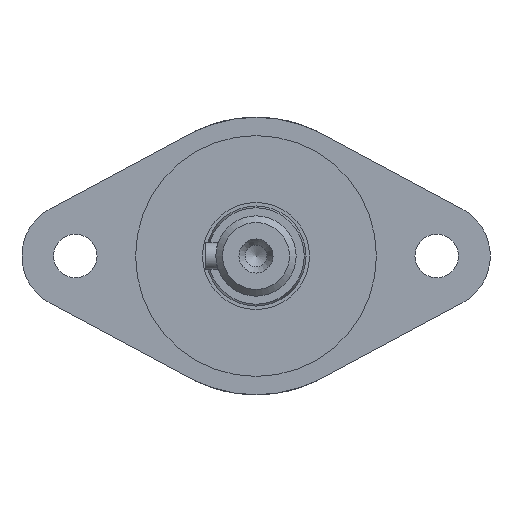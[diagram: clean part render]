
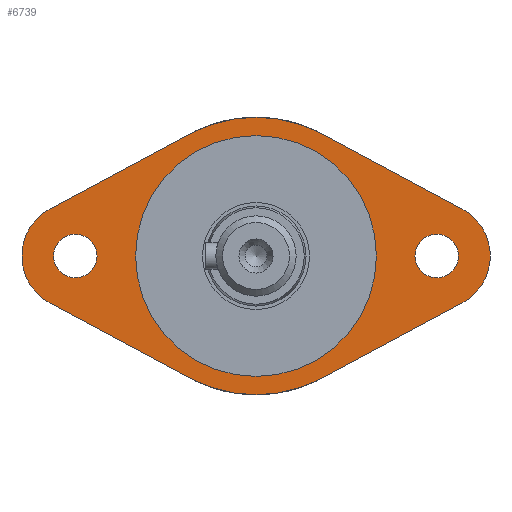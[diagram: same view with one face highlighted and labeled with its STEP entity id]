
A CAD part, left-side view. The second image highlights one B-rep face of the part: STEP entity #6739.
In plain terms, the highlighted planar face has unit normal (-1, 0, 0).
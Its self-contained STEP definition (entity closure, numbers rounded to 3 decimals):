
#107=FACE_BOUND('',#2301,.T.);
#108=FACE_BOUND('',#2302,.T.);
#109=FACE_BOUND('',#2303,.T.);
#851=LINE('',#11863,#1279);
#852=LINE('',#11866,#1280);
#853=LINE('',#11868,#1281);
#854=LINE('',#11871,#1282);
#1279=VECTOR('',#9689,10.);
#1280=VECTOR('',#9692,10.);
#1281=VECTOR('',#9693,10.);
#1282=VECTOR('',#9696,10.);
#1872=FACE_OUTER_BOUND('',#2300,.T.);
#2300=EDGE_LOOP('',(#6043,#6044,#6045,#6046,#6047,#6048,#6049,#6050));
#2301=EDGE_LOOP('',(#6051));
#2302=EDGE_LOOP('',(#6052));
#2303=EDGE_LOOP('',(#6053,#6054));
#2754=CIRCLE('',#7624,20.75);
#2756=CIRCLE('',#7626,20.75);
#2759=CIRCLE('',#7630,8.);
#2760=CIRCLE('',#7631,8.);
#2761=CIRCLE('',#7632,3.25);
#2762=CIRCLE('',#7633,3.25);
#2763=CIRCLE('',#7634,18.);
#2764=CIRCLE('',#7635,18.);
#3362=VERTEX_POINT('',#11845);
#3363=VERTEX_POINT('',#11847);
#3366=VERTEX_POINT('',#11853);
#3367=VERTEX_POINT('',#11855);
#3369=VERTEX_POINT('',#11862);
#3370=VERTEX_POINT('',#11864);
#3371=VERTEX_POINT('',#11867);
#3372=VERTEX_POINT('',#11869);
#3373=VERTEX_POINT('',#11872);
#3374=VERTEX_POINT('',#11874);
#3375=VERTEX_POINT('',#11876);
#3376=VERTEX_POINT('',#11877);
#4264=EDGE_CURVE('',#3362,#3363,#2754,.T.);
#4268=EDGE_CURVE('',#3366,#3367,#2756,.T.);
#4272=EDGE_CURVE('',#3369,#3362,#851,.T.);
#4273=EDGE_CURVE('',#3370,#3369,#2759,.T.);
#4274=EDGE_CURVE('',#3367,#3370,#852,.T.);
#4275=EDGE_CURVE('',#3366,#3371,#853,.T.);
#4276=EDGE_CURVE('',#3371,#3372,#2760,.T.);
#4277=EDGE_CURVE('',#3372,#3363,#854,.T.);
#4278=EDGE_CURVE('',#3373,#3373,#2761,.T.);
#4279=EDGE_CURVE('',#3374,#3374,#2762,.T.);
#4280=EDGE_CURVE('',#3375,#3376,#2763,.T.);
#4281=EDGE_CURVE('',#3376,#3375,#2764,.T.);
#6043=ORIENTED_EDGE('',*,*,#4264,.F.);
#6044=ORIENTED_EDGE('',*,*,#4272,.F.);
#6045=ORIENTED_EDGE('',*,*,#4273,.F.);
#6046=ORIENTED_EDGE('',*,*,#4274,.F.);
#6047=ORIENTED_EDGE('',*,*,#4268,.F.);
#6048=ORIENTED_EDGE('',*,*,#4275,.T.);
#6049=ORIENTED_EDGE('',*,*,#4276,.T.);
#6050=ORIENTED_EDGE('',*,*,#4277,.T.);
#6051=ORIENTED_EDGE('',*,*,#4278,.T.);
#6052=ORIENTED_EDGE('',*,*,#4279,.T.);
#6053=ORIENTED_EDGE('',*,*,#4280,.T.);
#6054=ORIENTED_EDGE('',*,*,#4281,.T.);
#6341=PLANE('',#7629);
#6739=ADVANCED_FACE('',(#1872,#107,#108,#109),#6341,.T.);
#7624=AXIS2_PLACEMENT_3D('',#11848,#9674,#9675);
#7626=AXIS2_PLACEMENT_3D('',#11856,#9680,#9681);
#7629=AXIS2_PLACEMENT_3D('',#11861,#9687,#9688);
#7630=AXIS2_PLACEMENT_3D('',#11865,#9690,#9691);
#7631=AXIS2_PLACEMENT_3D('',#11870,#9694,#9695);
#7632=AXIS2_PLACEMENT_3D('',#11873,#9697,#9698);
#7633=AXIS2_PLACEMENT_3D('',#11875,#9699,#9700);
#7634=AXIS2_PLACEMENT_3D('',#11878,#9701,#9702);
#7635=AXIS2_PLACEMENT_3D('',#11879,#9703,#9704);
#9674=DIRECTION('center_axis',(1.,0.,0.));
#9675=DIRECTION('ref_axis',(0.,1.,0.));
#9680=DIRECTION('center_axis',(1.,0.,0.));
#9681=DIRECTION('ref_axis',(0.,1.,0.));
#9687=DIRECTION('center_axis',(-1.,0.,0.));
#9688=DIRECTION('ref_axis',(0.,0.,
1.));
#9689=DIRECTION('',(0.,0.881,-0.472));
#9690=DIRECTION('center_axis',(1.,0.,0.));
#9691=DIRECTION('ref_axis',(0.,0.472,0.881));
#9692=DIRECTION('',(0.,-0.881,-0.472));
#9693=DIRECTION('',(0.,0.881,-0.472));
#9694=DIRECTION('center_axis',(-1.,0.,0.));
#9695=DIRECTION('ref_axis',(0.,0.472,0.881));
#9696=DIRECTION('',(0.,-0.881,-0.472));
#9697=DIRECTION('center_axis',(1.,0.,0.));
#9698=DIRECTION('ref_axis',(0.,0.,
-1.));
#9699=DIRECTION('center_axis',(1.,0.,0.));
#9700=DIRECTION('ref_axis',(0.,0.,
-1.));
#9701=DIRECTION('center_axis',(1.,0.,0.));
#9702=DIRECTION('ref_axis',(0.,1.,0.));
#9703=DIRECTION('center_axis',(1.,0.,0.));
#9704=DIRECTION('ref_axis',(0.,1.,0.));
#11845=CARTESIAN_POINT('',(148.489,-9.799,-18.291));
#11847=CARTESIAN_POINT('',(148.489,9.799,-18.291));
#11848=CARTESIAN_POINT('Origin',(148.489,0.,0.));
#11853=CARTESIAN_POINT('',(148.489,9.799,18.291));
#11855=CARTESIAN_POINT('',(148.489,-9.799,18.291));
#11856=CARTESIAN_POINT('Origin',(148.489,0.,0.));
#11861=CARTESIAN_POINT('Origin',(148.489,19.375,0.));
#11862=CARTESIAN_POINT('',(148.489,-30.778,-7.052));
#11863=CARTESIAN_POINT('',(148.489,-30.778,-7.052));
#11864=CARTESIAN_POINT('',(148.489,-30.778,7.052));
#11865=CARTESIAN_POINT('Origin',(148.489,-27.,0.));
#11866=CARTESIAN_POINT('',(148.489,-9.799,18.291));
#11867=CARTESIAN_POINT('',(148.489,30.778,7.052));
#11868=CARTESIAN_POINT('',(148.489,9.799,18.291));
#11869=CARTESIAN_POINT('',(148.489,30.778,-7.052));
#11870=CARTESIAN_POINT('Origin',(148.489,27.,0.));
#11871=CARTESIAN_POINT('',(148.489,30.778,-7.052));
#11872=CARTESIAN_POINT('',(148.489,27.,3.25));
#11873=CARTESIAN_POINT('Origin',(148.489,27.,0.));
#11874=CARTESIAN_POINT('',(148.489,-27.,3.25));
#11875=CARTESIAN_POINT('Origin',(148.489,-27.,0.));
#11876=CARTESIAN_POINT('',(148.489,18.,0.));
#11877=CARTESIAN_POINT('',(148.489,-18.,0.));
#11878=CARTESIAN_POINT('Origin',(148.489,0.,0.));
#11879=CARTESIAN_POINT('Origin',(148.489,0.,0.));
